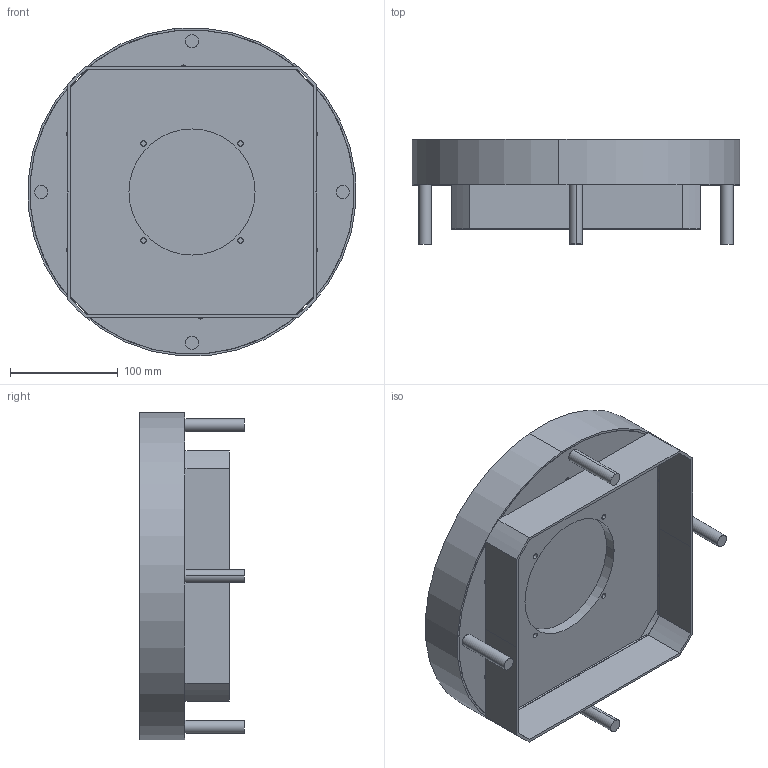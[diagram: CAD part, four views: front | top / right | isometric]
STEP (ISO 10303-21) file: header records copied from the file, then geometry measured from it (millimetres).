
FILE_DESCRIPTION((''),'2;1');
FILE_NAME('T-00980_ASM','2022-10-11T10:45:14',('letterg'),(''),'CREO PARAMETRIC BY PTC INC, 2022024','CREO PARAMETRIC BY PTC INC, 2022024','');
FILE_SCHEMA(('AUTOMOTIVE_DESIGN { 1 0 10303 214 1 1 1 1 }'));
Length unit declared in the file: millimetre
Products named in the file (14): T-00702; T-00703; T-00704; T-00711; T-00776_ASM; U09001; T-00625; T-00846_ASM; T-00690; T-00695; T-00767_ASM; T-00712; T-00909_ASM; T-00980_ASM
Assembly tree (17 placements, depth 4):
  T-00980_ASM
    T-00846_ASM
      T-00776_ASM
        T-00702
        T-00703
        T-00704  x2
        T-00711
      U09001  x4
      T-00625
    T-00909_ASM
      T-00767_ASM
        T-00690
        T-00695
      T-00712
Bounding box: 304.26 x 97 x 304.26 mm (x, y, z)
Volume: 986016.4 mm3; surface area: 576088.6 mm2
Topology: 9 solids, 14 shells, 146 faces, 345 edges, 248 vertices
Faces by surface type: plane 74, cylinder 72
Full cylindrical faces by diameter (mm): 301 x1, 305 x1
Entity records: 14427 total; most frequent: DIRECTION 1597, CARTESIAN_POINT 1255, PROPERTY_DEFINITION 1215, REPRESENTATION 1205, PROPERTY_DEFINITION_REPRESENTATION 1205, GENERAL_PROPERTY 988, GENERAL_PROPERTY_ASSOCIATION 988, DESCRIPTIVE_REPRESENTATION_ITEM 976
